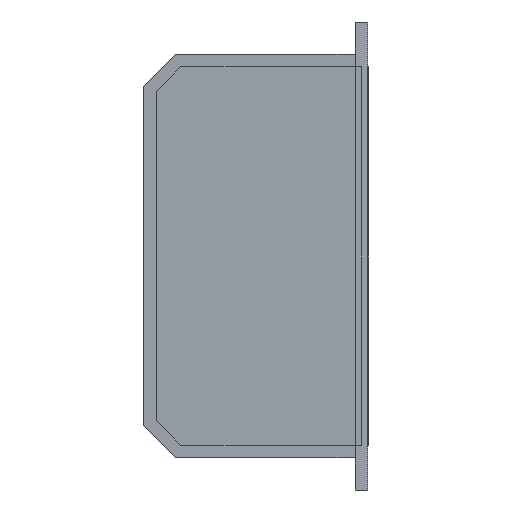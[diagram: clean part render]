
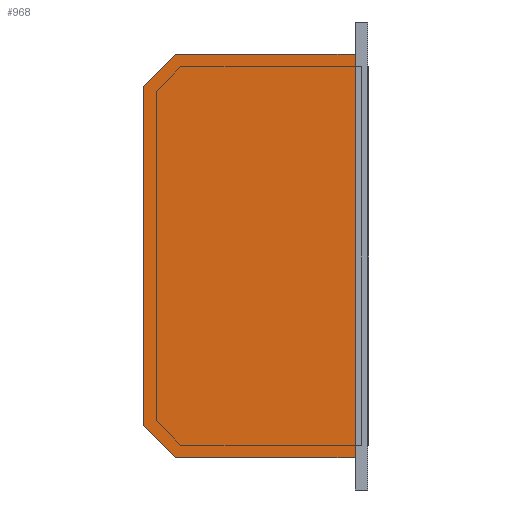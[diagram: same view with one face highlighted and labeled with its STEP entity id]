
A CAD part, left-side view. The second image highlights one B-rep face of the part: STEP entity #968.
In plain terms, the highlighted planar face has unit normal (-1, 0, 0).
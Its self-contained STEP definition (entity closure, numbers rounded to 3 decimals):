
#19 = VERTEX_POINT ( 'NONE', #408 ) ;
#25 = VECTOR ( 'NONE', #89, 1000. ) ;
#61 = VERTEX_POINT ( 'NONE', #662 ) ;
#89 = DIRECTION ( 'NONE',  ( 0., 0.707, -0.707 ) ) ;
#102 = ORIENTED_EDGE ( 'NONE', *, *, #907, .T. ) ;
#125 = VERTEX_POINT ( 'NONE', #707 ) ;
#142 = EDGE_CURVE ( 'NONE', #993, #766, #776, .T. ) ;
#205 = LINE ( 'NONE', #339, #653 ) ;
#235 = LINE ( 'NONE', #423, #1131 ) ;
#301 = AXIS2_PLACEMENT_3D ( 'NONE', #431, #1052, #526 ) ;
#339 = CARTESIAN_POINT ( 'NONE',  ( -84.707, 35., -30.985 ) ) ;
#350 = CARTESIAN_POINT ( 'NONE',  ( -84.707, 35., -30.985 ) ) ;
#408 = CARTESIAN_POINT ( 'NONE',  ( -84.707, 30., 32.015 ) ) ;
#422 = FACE_OUTER_BOUND ( 'NONE', #928, .T. ) ;
#423 = CARTESIAN_POINT ( 'NONE',  ( -84.707, 35., -25.985 ) ) ;
#428 = EDGE_CURVE ( 'NONE', #19, #889, #1088, .T. ) ;
#431 = CARTESIAN_POINT ( 'NONE',  ( -84.707, 35., -30.985 ) ) ;
#526 = DIRECTION ( 'NONE',  ( 0., 0., -1. ) ) ;
#599 = PLANE ( 'NONE',  #301 ) ;
#600 = DIRECTION ( 'NONE',  ( 0., -1., 0. ) ) ;
#616 = CARTESIAN_POINT ( 'NONE',  ( -84.707, 35., 27.015 ) ) ;
#653 = VECTOR ( 'NONE', #965, 1000. ) ;
#659 = ORIENTED_EDGE ( 'NONE', *, *, #142, .T. ) ;
#662 = CARTESIAN_POINT ( 'NONE',  ( -84.707, 35., -25.985 ) ) ;
#665 = VECTOR ( 'NONE', #786, 1000. ) ;
#671 = LINE ( 'NONE', #1060, #1119 ) ;
#689 = DIRECTION ( 'NONE',  ( 0., -0.707, -0.707 ) ) ;
#699 = LINE ( 'NONE', #703, #665 ) ;
#703 = CARTESIAN_POINT ( 'NONE',  ( -84.707, 35., 32.015 ) ) ;
#707 = CARTESIAN_POINT ( 'NONE',  ( -84.707, 2., 32.015 ) ) ;
#766 = VERTEX_POINT ( 'NONE', #935 ) ;
#767 = ORIENTED_EDGE ( 'NONE', *, *, #1114, .F. ) ;
#776 = LINE ( 'NONE', #350, #999 ) ;
#786 = DIRECTION ( 'NONE',  ( 0., -1., 0. ) ) ;
#791 = CARTESIAN_POINT ( 'NONE',  ( -84.707, 30., -30.985 ) ) ;
#829 = ORIENTED_EDGE ( 'NONE', *, *, #929, .F. ) ;
#889 = VERTEX_POINT ( 'NONE', #958 ) ;
#890 = ORIENTED_EDGE ( 'NONE', *, *, #1025, .F. ) ;
#907 = EDGE_CURVE ( 'NONE', #61, #993, #235, .T. ) ;
#928 = EDGE_LOOP ( 'NONE', ( #659, #767, #890, #950, #829, #102 ) ) ;
#929 = EDGE_CURVE ( 'NONE', #61, #889, #205, .T. ) ;
#935 = CARTESIAN_POINT ( 'NONE',  ( -84.707, 2., -30.985 ) ) ;
#950 = ORIENTED_EDGE ( 'NONE', *, *, #428, .T. ) ;
#958 = CARTESIAN_POINT ( 'NONE',  ( -84.707, 35., 27.015 ) ) ;
#965 = DIRECTION ( 'NONE',  ( 0., 0., 1. ) ) ;
#968 = ADVANCED_FACE ( 'NONE', ( #422 ), #599, .F. ) ;
#993 = VERTEX_POINT ( 'NONE', #791 ) ;
#999 = VECTOR ( 'NONE', #600, 1000. ) ;
#1025 = EDGE_CURVE ( 'NONE', #19, #125, #699, .T. ) ;
#1052 = DIRECTION ( 'NONE',  ( 1., 0., 0. ) ) ;
#1060 = CARTESIAN_POINT ( 'NONE',  ( -84.707, 2., 32.015 ) ) ;
#1088 = LINE ( 'NONE', #616, #25 ) ;
#1114 = EDGE_CURVE ( 'NONE', #125, #766, #671, .T. ) ;
#1119 = VECTOR ( 'NONE', #1153, 1000. ) ;
#1131 = VECTOR ( 'NONE', #689, 1000. ) ;
#1153 = DIRECTION ( 'NONE',  ( 0., 0., -1. ) ) ;
